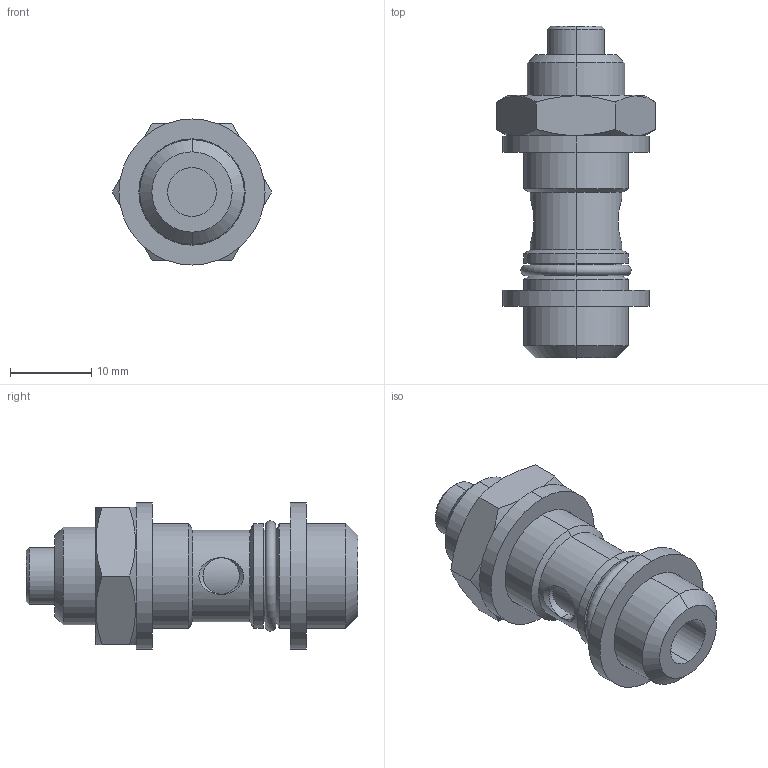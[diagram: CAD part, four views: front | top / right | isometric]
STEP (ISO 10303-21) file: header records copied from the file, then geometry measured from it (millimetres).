
FILE_DESCRIPTION (( 'STEP AP203' ), '1' );
FILE_NAME ('X4050C02.STEP', '2011-10-26T08:29:43', ( 'SP' ), ( 'sopra-pneumatic' ), 'SwSTEP 2.0', 'SolidWorks 2011', '' );
FILE_SCHEMA (( 'CONFIG_CONTROL_DESIGN' ));
Length unit declared in the file: millimetre
Products named in the file (1): X4050C02
Bounding box: 19.63 x 40.91 x 18 mm (x, y, z)
Volume: 5417.2 mm3; surface area: 3116.4 mm2
Topology: 2 solids, 2 shells, 89 faces, 192 edges, 115 vertices
Faces by surface type: cylinder 34, plane 29, cone 24, torus 2
Entity records: 2799 total; most frequent: CARTESIAN_POINT 797, DIRECTION 416, ORIENTED_EDGE 380, EDGE_CURVE 190, AXIS2_PLACEMENT_3D 168, VERTEX_POINT 115, EDGE_LOOP 101, ADVANCED_FACE 89
